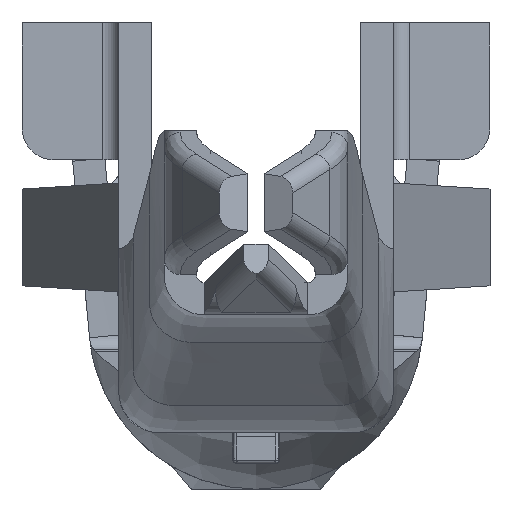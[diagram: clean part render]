
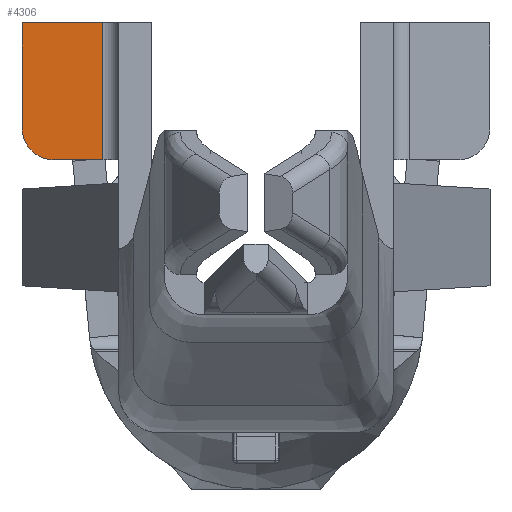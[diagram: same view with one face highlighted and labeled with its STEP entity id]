
A CAD part, front view. The second image highlights one B-rep face of the part: STEP entity #4306.
In plain terms, the highlighted planar face has unit normal (0, -1, 0).
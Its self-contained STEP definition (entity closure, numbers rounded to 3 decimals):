
#111=PLANE('',#4620);
#319=CIRCLE('',#4621,0.2);
#1058=ORIENTED_EDGE('',*,*,#2227,.F.);
#1059=ORIENTED_EDGE('',*,*,#2228,.T.);
#1060=ORIENTED_EDGE('',*,*,#2229,.F.);
#1061=ORIENTED_EDGE('',*,*,#2225,.T.);
#1062=ORIENTED_EDGE('',*,*,#2166,.T.);
#2166=EDGE_CURVE('',#2765,#2764,#3117,.T.);
#2225=EDGE_CURVE('',#2786,#2765,#3155,.T.);
#2227=EDGE_CURVE('',#2787,#2764,#3156,.T.);
#2228=EDGE_CURVE('',#2787,#2788,#319,.F.);
#2229=EDGE_CURVE('',#2786,#2788,#3157,.T.);
#2764=VERTEX_POINT('',#8252);
#2765=VERTEX_POINT('',#8254);
#2786=VERTEX_POINT('',#8381);
#2787=VERTEX_POINT('',#8385);
#2788=VERTEX_POINT('',#8387);
#3117=LINE('',#8253,#3518);
#3155=LINE('',#8380,#3556);
#3156=LINE('',#8384,#3557);
#3157=LINE('',#8388,#3558);
#3518=VECTOR('',#5235,1000.);
#3556=VECTOR('',#5345,1000.);
#3557=VECTOR('',#5350,1000.);
#3558=VECTOR('',#5353,1000.);
#3798=EDGE_LOOP('',(#1058,#1059,#1060,#1061,#1062));
#4042=FACE_BOUND('',#3798,.T.);
#4306=ADVANCED_FACE('',(#4042),#111,.F.);
#4620=AXIS2_PLACEMENT_3D('',#8383,#5348,#5349);
#4621=AXIS2_PLACEMENT_3D('',#8386,#5351,#5352);
#5235=DIRECTION('',(-1.,0.,0.));
#5345=DIRECTION('',(0.,0.,1.));
#5348=DIRECTION('',(0.,1.,0.));
#5349=DIRECTION('',(0.,0.,1.));
#5350=DIRECTION('',(0.,0.,1.));
#5351=DIRECTION('',(0.,1.,0.));
#5352=DIRECTION('',(0.,0.,1.));
#5353=DIRECTION('',(-1.,0.,0.));
#8252=CARTESIAN_POINT('',(-1.45,5.1,2.54));
#8253=CARTESIAN_POINT('',(-0.95,5.1,2.54));
#8254=CARTESIAN_POINT('',(-0.95,5.1,2.54));
#8380=CARTESIAN_POINT('',(-0.95,5.1,1.69));
#8381=CARTESIAN_POINT('',(-0.95,5.1,1.69));
#8383=CARTESIAN_POINT('',(-0.95,5.1,1.69));
#8384=CARTESIAN_POINT('',(-1.45,5.1,1.69));
#8385=CARTESIAN_POINT('',(-1.45,5.1,1.89));
#8386=CARTESIAN_POINT('',(-1.25,5.1,1.89));
#8387=CARTESIAN_POINT('',(-1.25,5.1,1.69));
#8388=CARTESIAN_POINT('',(-0.95,5.1,1.69));
